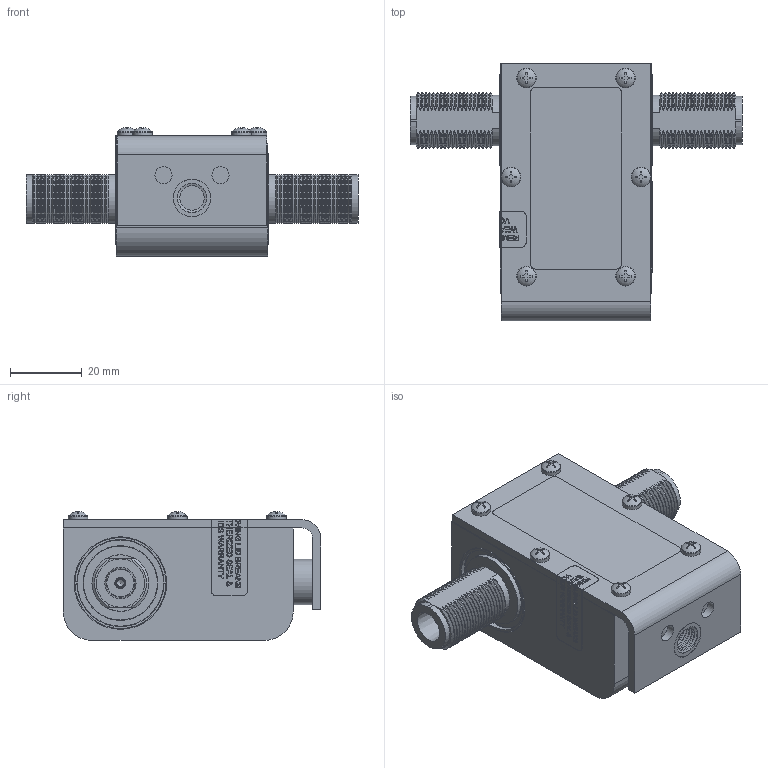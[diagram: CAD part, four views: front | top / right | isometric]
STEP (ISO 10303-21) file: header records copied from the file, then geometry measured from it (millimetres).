
FILE_DESCRIPTION (( 'STEP AP214' ), '1' );
FILE_NAME ('FMSP1014_3D.STEP', '2021-06-07T18:55:18', ( '' ), ( '' ), 'SwSTEP 2.0', 'SolidWorks 2020', '' );
FILE_SCHEMA (( 'AUTOMOTIVE_DESIGN' ));
Length unit declared in the file: inch
Products named in the file (36): 4016-0002_Bent.STEP; 4006-0023 4th config.STEP; 2003-1052.STEP; 5220-0007.STEP; 3003-0056.STEP; 9090-1809.STEP; 7040-0079.STEP; 4006-0023_1000-1338 RIGHT.STEP; 4007-0232.STEP; 5330-0198-01.STEP; FMSP1014_3D.STEP; 9040-0296_Bent Leads.STEP; 2300-3501.STEP; 1708-1211.STEP; 7020-1394.STEP; 7020-2798.STEP; 3001-0013-08_Bent.STEP; 3002-0001_Leads bent.STEP; 4034-0133.STEP; 1101-0211-03.STEP; 5410-0260-01.STEP; 4007-0254.STEP; 2011-1306.STEP; FMSP1014_3D; 4001-0008.STEP; 4033-0125.STEP; 9040-0297_trimmed lead.STEP; 1103-0002.STEP; 4001-0016.STEP; 7040-0062.STEP; 4003-0028 2nd config.STEP; 1081-0251-05.STEP; 9020-0055.STEP; 9040-0295.STEP; 3003-0040.STEP; 2003-3380_BLK.STEP
Assembly tree (45 placements, depth 6):
  FMSP1014_3D
    FMSP1014_3D.STEP
      9090-1809.STEP
        9040-0295.STEP
          4001-0016.STEP
          4033-0125.STEP  x2
        9040-0297_trimmed lead.STEP
          9040-0296_Bent Leads.STEP
            5410-0260-01.STEP
            2300-3501.STEP
            4016-0002_Bent.STEP
            4003-0028 2nd config.STEP
            3003-0040.STEP
            3001-0013-08_Bent.STEP
            4034-0133.STEP
            4001-0008.STEP
            3002-0001_Leads bent.STEP
          3003-0056.STEP
          4006-0023_1000-1338 RIGHT.STEP
          4006-0023 4th config.STEP
        5330-0198-01.STEP
        2011-1306.STEP  x2
        1103-0002.STEP  x2
        1101-0211-03.STEP  x2
        4007-0232.STEP
        4007-0254.STEP
        7040-0062.STEP  x2
      9020-0055.STEP
        5220-0007.STEP
        1708-1211.STEP
      2003-3380_BLK.STEP
      7020-1394.STEP
      7020-2798.STEP
      7040-0079.STEP
      1081-0251-05.STEP  x6
      2003-1052.STEP
Bounding box: 92.66 x 71.97 x 35.94 mm (x, y, z)
Volume: 70630.9 mm3; surface area: 50573.1 mm2
Topology: 44 solids, 45 shells, 2521 faces, 6408 edges, 4118 vertices
Faces by surface type: plane 1093, cylinder 607, cone 385, bspline 306, torus 128, sphere 2
Full cylindrical faces by diameter (mm): 0.003 x2, 0.505 x3, 0.711 x5, 0.762 x16, 0.937 x1, 0.961 x1, 1.016 x4, 1.143 x2, 1.27 x4, 1.575 x7, 1.6 x1, 1.628 x2, 1.778 x4, 1.905 x1, 2.02 x16, 2.07 x2, 2.261 x2, 2.54 x4, 2.578 x6, 2.621 x1, 2.692 x1, 2.794 x79, 2.845 x14, 2.892 x6, 3.048 x6, 3.086 x2, 3.175 x6, 3.302 x1, 3.48 x4, 4.801 x2
Entity records: 68286 total; most frequent: CARTESIAN_POINT 22564, ORIENTED_EDGE 8784, DIRECTION 7747, EDGE_CURVE 4392, VERTEX_POINT 3078, VECTOR 2699, LINE 2699, AXIS2_PLACEMENT_3D 2524
